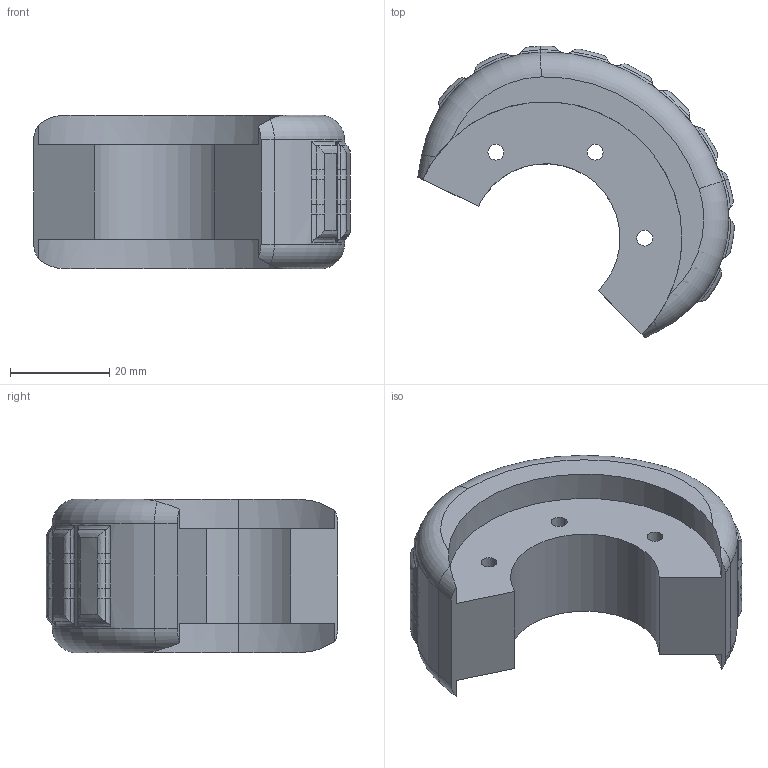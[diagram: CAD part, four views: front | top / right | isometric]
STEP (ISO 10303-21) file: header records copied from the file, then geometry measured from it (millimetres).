
FILE_DESCRIPTION (( 'STEP AP214' ), '1' );
FILE_NAME ('MirrorMirrorFoot.STEP', '2023-12-11T13:49:48', ( '' ), ( '' ), 'SwSTEP 2.0', 'SolidWorks 2023', '' );
FILE_SCHEMA (( 'AUTOMOTIVE_DESIGN' ));
Length unit declared in the file: millimetre
Products named in the file (1): MirrorMirrorFoot
Bounding box: 63.79 x 58.75 x 31 mm (x, y, z)
Volume: 44564.2 mm3; surface area: 10348.1 mm2
Topology: 1 solids, 1 shells, 293 faces, 749 edges, 466 vertices
Faces by surface type: bspline 240, cylinder 34, torus 12, plane 7
Entity records: 13726 total; most frequent: CARTESIAN_POINT 8875, ORIENTED_EDGE 1498, EDGE_CURVE 749, B_SPLINE_CURVE_WITH_KNOTS 662, VERTEX_POINT 466, EDGE_LOOP 307, FACE_OUTER_BOUND 293, ADVANCED_FACE 293
